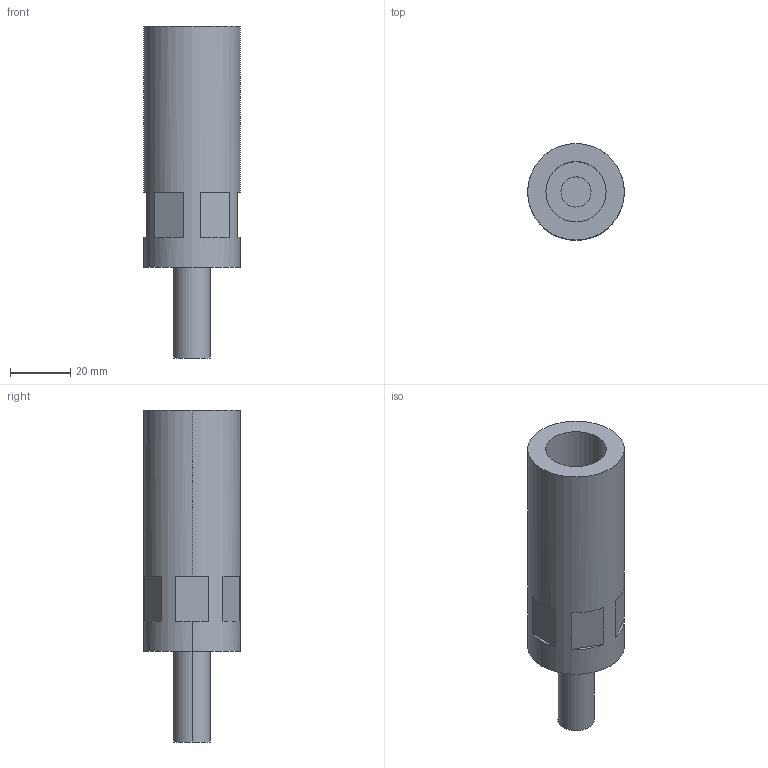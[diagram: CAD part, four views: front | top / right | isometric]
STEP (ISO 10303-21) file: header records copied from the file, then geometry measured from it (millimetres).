
FILE_DESCRIPTION (( 'STEP AP203' ), '1' );
FILE_NAME ('bj530-10080.STEP', '2021-10-24T23:53:47', ( '' ), ( '' ), 'SwSTEP 2.0', 'SolidWorks 2020', '' );
FILE_SCHEMA (( 'CONFIG_CONTROL_DESIGN' ));
Length unit declared in the file: millimetre
Products named in the file (1): bj530-10080
Bounding box: 32 x 32 x 110 mm (x, y, z)
Volume: 55829.1 mm3; surface area: 13457.7 mm2
Topology: 1 solids, 1 shells, 31 faces, 66 edges, 44 vertices
Faces by surface type: plane 23, cylinder 8
Entity records: 929 total; most frequent: DIRECTION 162, CARTESIAN_POINT 142, ORIENTED_EDGE 132, EDGE_CURVE 66, AXIS2_PLACEMENT_3D 64, VERTEX_POINT 44, EDGE_LOOP 38, LINE 34
